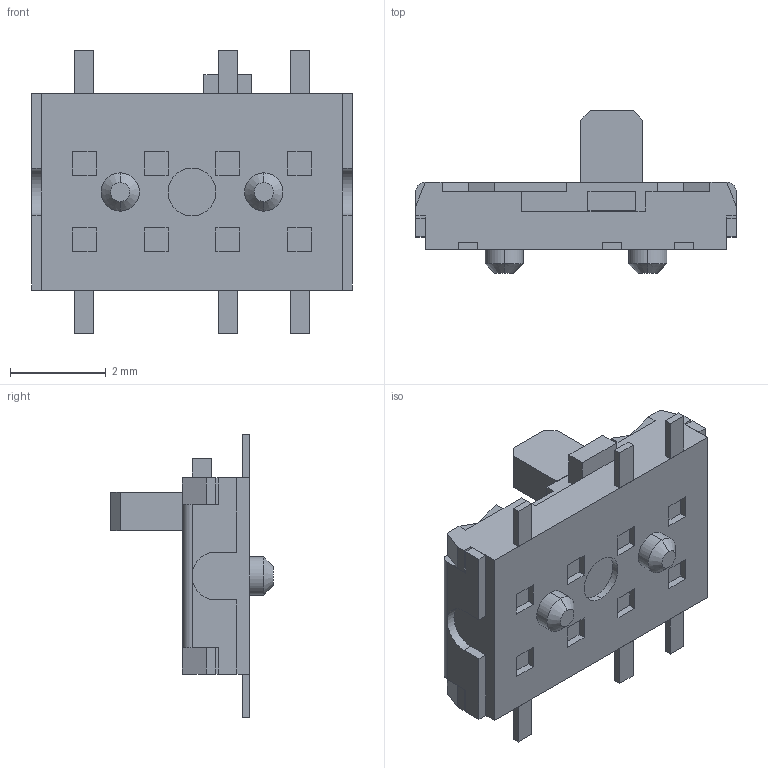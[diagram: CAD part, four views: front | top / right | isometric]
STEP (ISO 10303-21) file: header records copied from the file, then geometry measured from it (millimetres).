
FILE_DESCRIPTION (( 'STEP AP214' ), '1' );
FILE_NAME ('SSSS820101.STEP', '2025-08-29T00:37:08', ( '' ), ( '' ), 'SwSTEP 2.0', 'SolidWorks 2023', '' );
FILE_SCHEMA (( 'AUTOMOTIVE_DESIGN' ));
Length unit declared in the file: millimetre
Products named in the file (1): SSSS820101
Bounding box: 6.7 x 3.4 x 5.9 mm (x, y, z)
Volume: 38.7 mm3; surface area: 107.2 mm2
Topology: 2 solids, 2 shells, 186 faces, 460 edges, 295 vertices
Faces by surface type: plane 172, cylinder 10, cone 4
Entity records: 7069 total; most frequent: CARTESIAN_POINT 966, ORIENTED_EDGE 920, DIRECTION 850, EDGE_CURVE 460, LINE 428, VECTOR 428, VERTEX_POINT 295, AXIS2_PLACEMENT_3D 211
